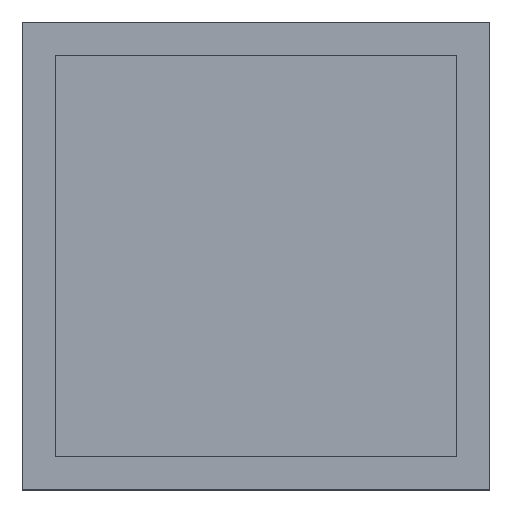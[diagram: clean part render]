
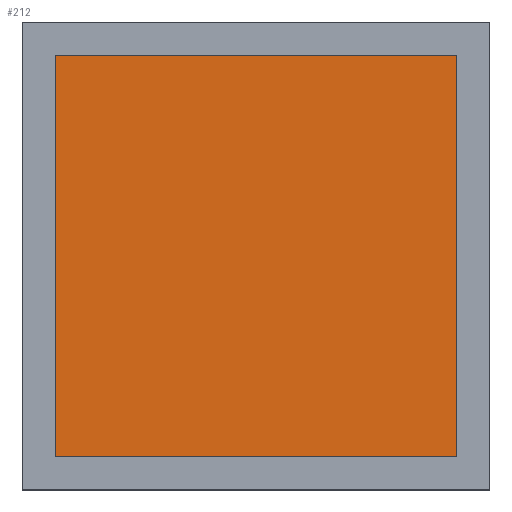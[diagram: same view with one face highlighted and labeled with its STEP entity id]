
A CAD part, top view. The second image highlights one B-rep face of the part: STEP entity #212.
In plain terms, the highlighted planar face has unit normal (0, 0, 1).
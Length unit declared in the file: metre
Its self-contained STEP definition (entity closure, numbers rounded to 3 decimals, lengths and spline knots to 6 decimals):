
#70=ORIENTED_EDGE('',*,*,#92,.F.);
#71=ORIENTED_EDGE('',*,*,#96,.T.);
#72=ORIENTED_EDGE('',*,*,#99,.T.);
#73=ORIENTED_EDGE('',*,*,#101,.F.);
#92=EDGE_CURVE('',#112,#113,#132,.T.);
#96=EDGE_CURVE('',#112,#115,#136,.T.);
#99=EDGE_CURVE('',#115,#117,#139,.T.);
#101=EDGE_CURVE('',#113,#117,#141,.T.);
#112=VERTEX_POINT('',#342);
#113=VERTEX_POINT('',#344);
#115=VERTEX_POINT('',#350);
#117=VERTEX_POINT('',#356);
#132=LINE('',#343,#156);
#136=LINE('',#351,#160);
#139=LINE('',#357,#163);
#141=LINE('',#360,#165);
#156=VECTOR('',#287,1.);
#160=VECTOR('',#293,1.);
#163=VECTOR('',#298,1.);
#165=VECTOR('',#302,1.);
#176=EDGE_LOOP('',(#70,#71,#72,#73));
#188=FACE_BOUND('',#176,.T.);
#200=PLANE('',#252);
#212=ADVANCED_FACE('',(#188),#200,.T.);
#252=AXIS2_PLACEMENT_3D('',#361,#303,#304);
#287=DIRECTION('',(1.,0.,0.));
#293=DIRECTION('',(0.,-1.,0.));
#298=DIRECTION('',(1.,0.,0.));
#302=DIRECTION('',(0.,-1.,0.));
#303=DIRECTION('',(0.,0.,1.));
#304=DIRECTION('',(1.,0.,0.));
#342=CARTESIAN_POINT('',(0.0005,0.0065,0.00067));
#343=CARTESIAN_POINT('',(0.0035,0.0065,0.00067));
#344=CARTESIAN_POINT('',(0.0065,0.0065,0.00067));
#350=CARTESIAN_POINT('',(0.0005,0.0005,0.00067));
#351=CARTESIAN_POINT('',(0.0005,0.0035,0.00067));
#356=CARTESIAN_POINT('',(0.0065,0.0005,0.00067));
#357=CARTESIAN_POINT('',(0.0035,0.0005,0.00067));
#360=CARTESIAN_POINT('',(0.0065,0.0035,0.00067));
#361=CARTESIAN_POINT('',(0.0035,0.0035,0.00067));
